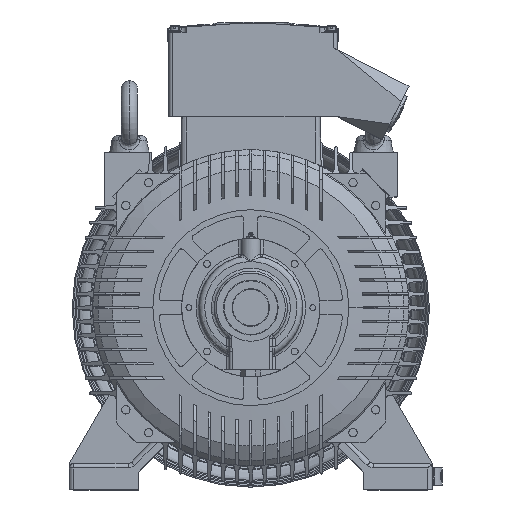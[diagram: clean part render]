
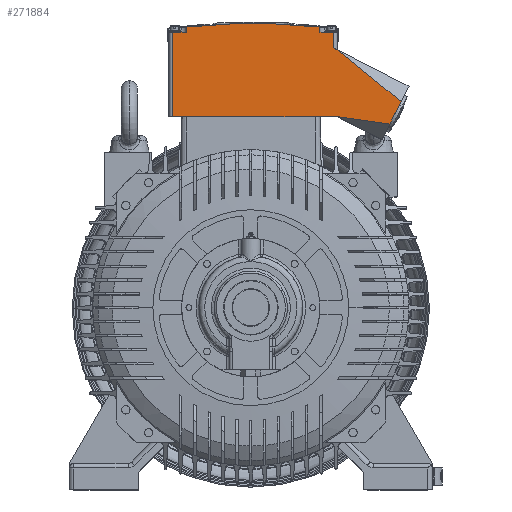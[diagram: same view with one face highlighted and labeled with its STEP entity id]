
A CAD part, top view. The second image highlights one B-rep face of the part: STEP entity #271884.
In plain terms, the highlighted planar face has unit normal (0, 0, 1).
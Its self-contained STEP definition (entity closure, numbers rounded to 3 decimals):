
#103174=DIRECTION('',(-1.,0.,0.));
#103175=VECTOR('',#103174,286.);
#103176=CARTESIAN_POINT('',(120.666,352.857,367.));
#103177=LINE('',#103176,#103175);
#104560=DIRECTION('',(-0.891,0.454,0.));
#104561=VECTOR('',#104560,6.734);
#104562=CARTESIAN_POINT('',(120.666,469.018,367.));
#104563=LINE('',#104562,#104561);
#104564=DIRECTION('',(-0.776,0.631,0.));
#104565=VECTOR('',#104564,142.92);
#104566=CARTESIAN_POINT('',(231.552,378.849,367.));
#104567=LINE('',#104566,#104565);
#104568=DIRECTION('',(0.454,0.891,0.));
#104569=VECTOR('',#104568,43.5);
#104570=CARTESIAN_POINT('',(211.803,340.09,367.));
#104571=LINE('',#104570,#104569);
#104572=DIRECTION('',(0.99,-0.139,0.));
#104573=VECTOR('',#104572,92.027);
#104574=CARTESIAN_POINT('',(120.666,352.857,367.));
#104575=LINE('',#104574,#104573);
#104576=DIRECTION('',(0.,-1.,0.));
#104577=VECTOR('',#104576,9.03);
#104578=CARTESIAN_POINT('',(-141.334,508.387,367.));
#104579=LINE('',#104578,#104577);
#104580=CARTESIAN_POINT('',(-25.334,-615.643,367.));
#104581=DIRECTION('',(0.,0.,1.));
#104582=DIRECTION('',(0.103,0.995,0.));
#104583=AXIS2_PLACEMENT_3D('',#104580,#104581,#104582);
#104585=DIRECTION('',(0.,1.,0.));
#104586=VECTOR('',#104585,9.03);
#104587=CARTESIAN_POINT('',(90.666,499.357,367.));
#104588=LINE('',#104587,#104586);
#104599=DIRECTION('',(0.,1.,0.));
#104600=VECTOR('',#104599,27.282);
#104601=CARTESIAN_POINT('',(114.666,472.075,367.));
#104602=LINE('',#104601,#104600);
#104650=DIRECTION('',(1.,0.,0.));
#104651=VECTOR('',#104650,24.);
#104652=CARTESIAN_POINT('',(90.666,499.357,367.));
#104653=LINE('',#104652,#104651);
#105008=DIRECTION('',(0.,-1.,0.));
#105009=VECTOR('',#105008,146.5);
#105010=CARTESIAN_POINT('',(-165.334,499.357,367.));
#105011=LINE('',#105010,#105009);
#105033=DIRECTION('',(1.,0.,0.));
#105034=VECTOR('',#105033,24.);
#105035=CARTESIAN_POINT('',(-165.334,499.357,367.));
#105036=LINE('',#105035,#105034);
#110539=CARTESIAN_POINT('',(-141.334,508.387,367.));
#110541=VERTEX_POINT('',#110539);
#110542=CARTESIAN_POINT('',(90.666,508.387,367.));
#110543=VERTEX_POINT('',#110542);
#110654=CARTESIAN_POINT('',(-165.334,499.357,367.));
#110655=CARTESIAN_POINT('',(-141.334,499.357,367.));
#110656=VERTEX_POINT('',#110654);
#110657=VERTEX_POINT('',#110655);
#110662=CARTESIAN_POINT('',(90.666,499.357,367.));
#110663=CARTESIAN_POINT('',(114.666,499.357,367.));
#110664=VERTEX_POINT('',#110662);
#110665=VERTEX_POINT('',#110663);
#137754=CARTESIAN_POINT('',(211.803,340.09,367.));
#137755=CARTESIAN_POINT('',(231.552,378.849,367.));
#137756=VERTEX_POINT('',#137754);
#137757=VERTEX_POINT('',#137755);
#137764=CARTESIAN_POINT('',(120.666,352.857,367.));
#137765=CARTESIAN_POINT('',(-165.334,352.857,367.));
#137766=VERTEX_POINT('',#137764);
#137767=VERTEX_POINT('',#137765);
#137774=CARTESIAN_POINT('',(120.666,469.018,367.));
#137775=VERTEX_POINT('',#137774);
#137776=CARTESIAN_POINT('',(114.666,472.075,367.));
#137777=VERTEX_POINT('',#137776);
#271857=CARTESIAN_POINT('',(-25.334,-615.643,367.));
#271858=DIRECTION('',(0.,0.,1.));
#271859=DIRECTION('',(1.,0.,0.));
#271860=AXIS2_PLACEMENT_3D('',#271857,#271858,#271859);
#271861=PLANE('',#271860);
#271863=ORIENTED_EDGE('',*,*,#271862,.F.);
#271865=ORIENTED_EDGE('',*,*,#271864,.F.);
#271867=ORIENTED_EDGE('',*,*,#271866,.F.);
#271868=ORIENTED_EDGE('',*,*,#271832,.F.);
#271869=ORIENTED_EDGE('',*,*,#271820,.F.);
#271870=ORIENTED_EDGE('',*,*,#270630,.T.);
#271872=ORIENTED_EDGE('',*,*,#271871,.F.);
#271874=ORIENTED_EDGE('',*,*,#271873,.T.);
#271876=ORIENTED_EDGE('',*,*,#271875,.F.);
#271877=ORIENTED_EDGE('',*,*,#271338,.F.);
#271879=ORIENTED_EDGE('',*,*,#271878,.F.);
#271881=ORIENTED_EDGE('',*,*,#271880,.T.);
#271882=EDGE_LOOP('',(#271863,#271865,#271867,#271868,#271869,#271870,#271872,
#271874,#271876,#271877,#271879,#271881));
#271883=FACE_OUTER_BOUND('',#271882,.F.);
#271884=ADVANCED_FACE('',(#271883),#271861,.T.);
#104584=CIRCLE('',#104583,1130.);
#270630=EDGE_CURVE('',#137766,#137767,#103177,.T.);
#271338=EDGE_CURVE('',#110543,#110541,#104584,.T.);
#271820=EDGE_CURVE('',#137766,#137756,#104575,.T.);
#271832=EDGE_CURVE('',#137756,#137757,#104571,.T.);
#271862=EDGE_CURVE('',#137777,#110665,#104602,.T.);
#271864=EDGE_CURVE('',#137775,#137777,#104563,.T.);
#271866=EDGE_CURVE('',#137757,#137775,#104567,.T.);
#271871=EDGE_CURVE('',#110656,#137767,#105011,.T.);
#271873=EDGE_CURVE('',#110656,#110657,#105036,.T.);
#271875=EDGE_CURVE('',#110541,#110657,#104579,.T.);
#271878=EDGE_CURVE('',#110664,#110543,#104588,.T.);
#271880=EDGE_CURVE('',#110664,#110665,#104653,.T.);
